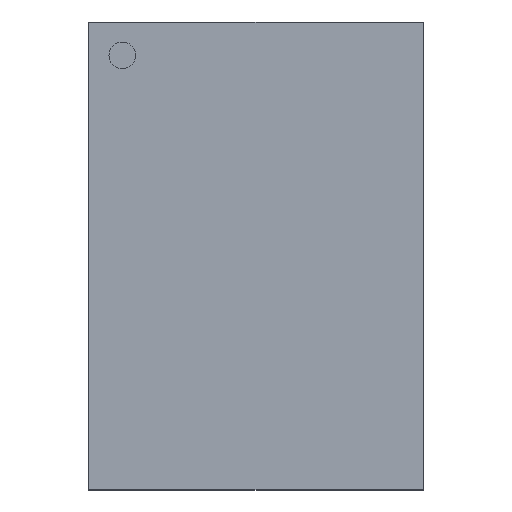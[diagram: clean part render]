
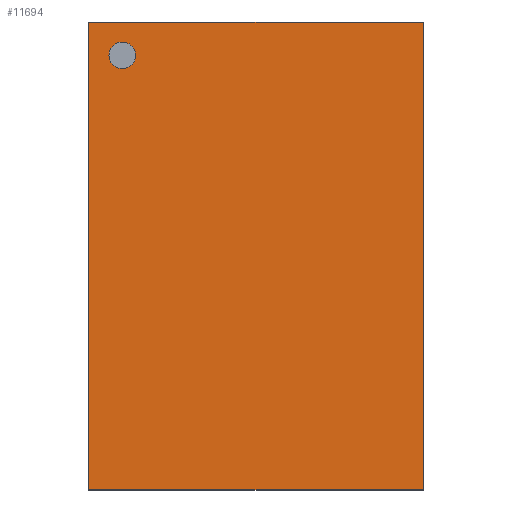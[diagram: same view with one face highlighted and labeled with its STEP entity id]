
A CAD part, top view. The second image highlights one B-rep face of the part: STEP entity #11694.
In plain terms, the highlighted planar face has unit normal (0, 0, 1).
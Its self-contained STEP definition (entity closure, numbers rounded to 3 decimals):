
#16=FACE_BOUND('',#1763,.T.);
#18=CIRCLE('',#12560,0.4);
#1015=FACE_OUTER_BOUND('',#1762,.T.);
#1762=EDGE_LOOP('',(#10199,#10200,#10201,#10202));
#1763=EDGE_LOOP('',(#10203));
#3242=LINE('',#18766,#4730);
#3245=LINE('',#18772,#4733);
#3248=LINE('',#18778,#4736);
#3251=LINE('',#18782,#4739);
#4730=VECTOR('',#15534,14.);
#4733=VECTOR('',#15539,10.);
#4736=VECTOR('',#15544,14.);
#4739=VECTOR('',#15549,10.);
#5725=VERTEX_POINT('',#18756);
#5728=VERTEX_POINT('',#18763);
#5729=VERTEX_POINT('',#18765);
#5731=VERTEX_POINT('',#18771);
#5733=VERTEX_POINT('',#18777);
#7211=EDGE_CURVE('',#5725,#5725,#18,.T.);
#7214=EDGE_CURVE('',#5729,#5728,#3242,.T.);
#7217=EDGE_CURVE('',#5731,#5729,#3245,.T.);
#7220=EDGE_CURVE('',#5733,#5731,#3248,.T.);
#7223=EDGE_CURVE('',#5728,#5733,#3251,.T.);
#10199=ORIENTED_EDGE('',*,*,#7223,.T.);
#10200=ORIENTED_EDGE('',*,*,#7220,.T.);
#10201=ORIENTED_EDGE('',*,*,#7217,.T.);
#10202=ORIENTED_EDGE('',*,*,#7214,.T.);
#10203=ORIENTED_EDGE('',*,*,#7211,.T.);
#10948=PLANE('',#12567);
#11694=ADVANCED_FACE('',(#1015,#16),#10948,.T.);
#12560=AXIS2_PLACEMENT_3D('',#18757,#15526,#15527);
#12567=AXIS2_PLACEMENT_3D('',#18784,#15552,#15553);
#15526=DIRECTION('center_axis',(0.,0.,-1.));
#15527=DIRECTION('ref_axis',(-1.,0.,0.));
#15534=DIRECTION('',(0.,1.,0.));
#15539=DIRECTION('',(1.,0.,0.));
#15544=DIRECTION('',(0.,-1.,0.));
#15549=DIRECTION('',(-1.,0.,0.));
#15552=DIRECTION('center_axis',(0.,0.,1.));
#15553=DIRECTION('ref_axis',(1.,0.,0.));
#18756=CARTESIAN_POINT('',(-3.6,6.,2.63));
#18757=CARTESIAN_POINT('Origin',(-4.,6.,2.63));
#18763=CARTESIAN_POINT('',(5.,7.,2.63));
#18765=CARTESIAN_POINT('',(5.,-7.,2.63));
#18766=CARTESIAN_POINT('',(5.,7.,2.63));
#18771=CARTESIAN_POINT('',(-5.,-7.,2.63));
#18772=CARTESIAN_POINT('',(5.,-7.,2.63));
#18777=CARTESIAN_POINT('',(-5.,7.,2.63));
#18778=CARTESIAN_POINT('',(-5.,-7.,2.63));
#18782=CARTESIAN_POINT('',(-5.,7.,2.63));
#18784=CARTESIAN_POINT('Origin',(0.,0.,
2.63));
